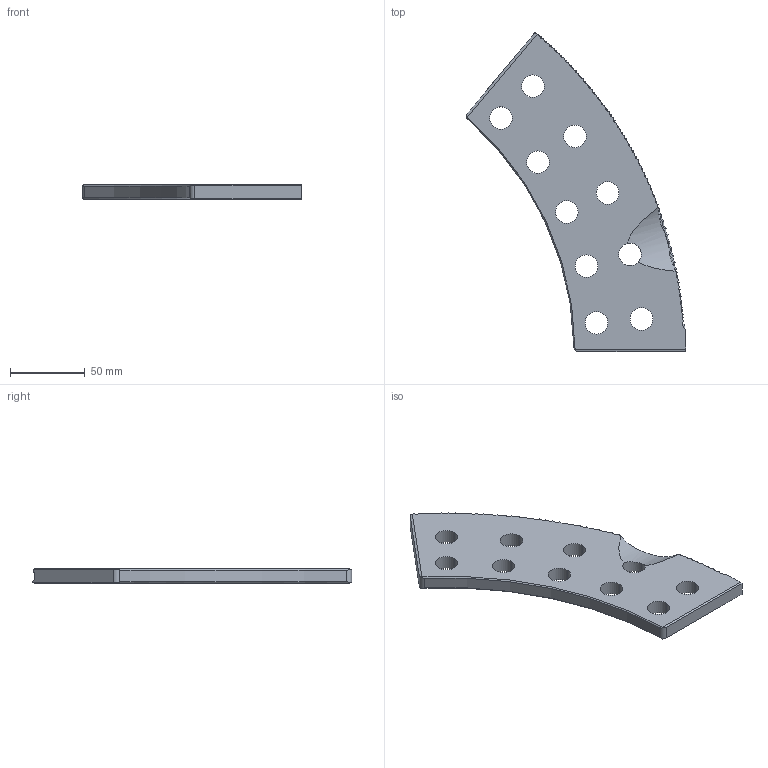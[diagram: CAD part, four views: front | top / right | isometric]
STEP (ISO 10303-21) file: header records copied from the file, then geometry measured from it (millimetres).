
FILE_DESCRIPTION (( 'STEP AP203' ), '1' );
FILE_NAME ('M7321-S.STEP', '2022-04-25T21:36:02', ( '' ), ( '' ), 'SwSTEP 2.0', 'SolidWorks 2020', '' );
FILE_SCHEMA (( 'CONFIG_CONTROL_DESIGN' ));
Length unit declared in the file: inch
Products named in the file (1): M7321-S
Bounding box: 146.48 x 213.33 x 9.49 mm (x, y, z)
Volume: 124946.3 mm3; surface area: 37024 mm2
Topology: 1 solids, 1 shells, 128 faces, 381 edges, 254 vertices
Faces by surface type: sphere 90, cylinder 25, plane 8, torus 3, cone 2
Entity records: 6024 total; most frequent: CARTESIAN_POINT 2473, ORIENTED_EDGE 762, DIRECTION 757, EDGE_CURVE 381, AXIS2_PLACEMENT_3D 362, VERTEX_POINT 254, CIRCLE 233, EDGE_LOOP 147
